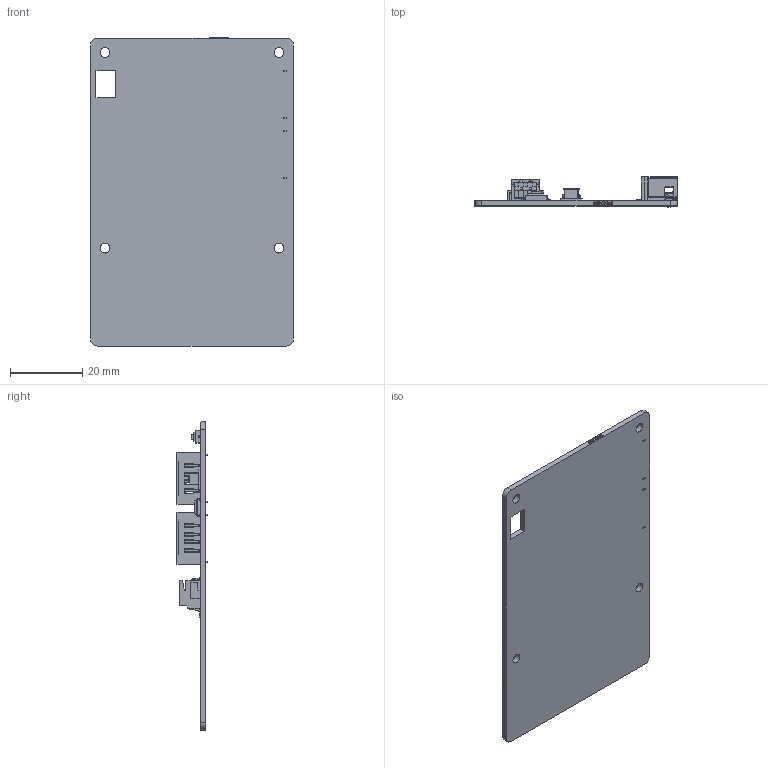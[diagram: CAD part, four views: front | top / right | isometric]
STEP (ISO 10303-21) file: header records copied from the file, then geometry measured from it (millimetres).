
FILE_DESCRIPTION(/* description */ (''),/* implementation_level */ '2;1');
FILE_NAME(/* name */ 'RPi_PowerPack V12_saty24xd.step',/* time_stamp */ '2022-11-21T11:48:14-03:00',/* author */ ('Technolog022'),/* organization */ (''),/* preprocessor_version */ 'ST-DEVELOPER v19',/* originating_system */ 'Autodesk Inventor 2023',/* authorisation */ '');
FILE_SCHEMA (('AUTOMOTIVE_DESIGN { 1 0 10303 214 3 1 1 }'));
Products named in the file (1): RPi_PowerPack V12_saty24xd
Bounding box: 56 x 8.28 x 85 mm (x, y, z)
Volume: 8190.9 mm3; surface area: 13297.7 mm2
Topology: 21 solids, 21 shells, 2089 faces, 5579 edges, 3544 vertices
Faces by surface type: plane 1295, cylinder 462, bspline 278, sphere 50, cone 4
Full cylindrical faces by diameter (mm): 2.7 x4, 7 x4
Entity records: 71137 total; most frequent: CARTESIAN_POINT 17975, ORIENTED_EDGE 11158, DIRECTION 9619, EDGE_CURVE 5579, LINE 4035, VECTOR 4035, VERTEX_POINT 3544, AXIS2_PLACEMENT_3D 2792
